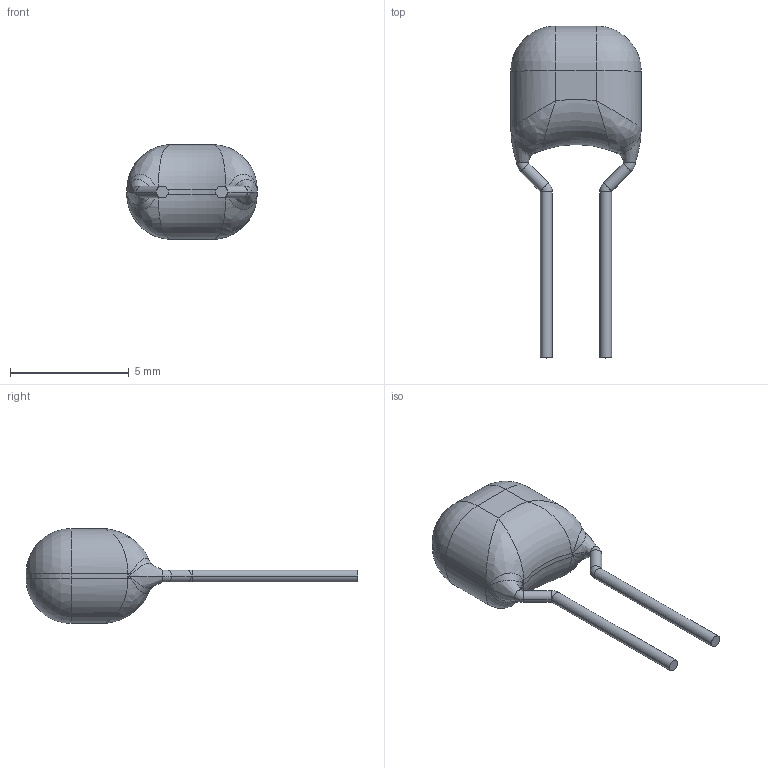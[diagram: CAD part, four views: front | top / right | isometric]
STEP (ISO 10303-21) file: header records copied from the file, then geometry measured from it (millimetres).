
FILE_DESCRIPTION (( 'STEP AP214' ), '1' );
FILE_NAME ('FA11C0G2A683JNU00.STEP', '2023-04-21T02:10:54', ( '' ), ( '' ), 'SwSTEP 2.0', 'SolidWorks 2021', '' );
FILE_SCHEMA (( 'AUTOMOTIVE_DESIGN' ));
Length unit declared in the file: millimetre
Products named in the file (1): FA11C0G2A683JNU00
Bounding box: 5.5 x 14 x 4 mm (x, y, z)
Volume: 84.3 mm3; surface area: 124.5 mm2
Topology: 3 solids, 3 shells, 70 faces, 146 edges, 68 vertices
Faces by surface type: cylinder 25, bspline 20, plane 11, torus 10, sphere 4
Entity records: 2700 total; most frequent: CARTESIAN_POINT 1367, ORIENTED_EDGE 264, DIRECTION 262, EDGE_CURVE 132, AXIS2_PLACEMENT_3D 115, FACE_OUTER_BOUND 70, EDGE_LOOP 70, ADVANCED_FACE 70
